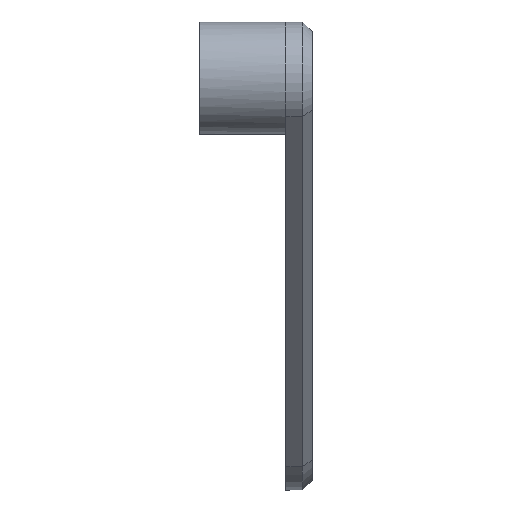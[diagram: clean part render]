
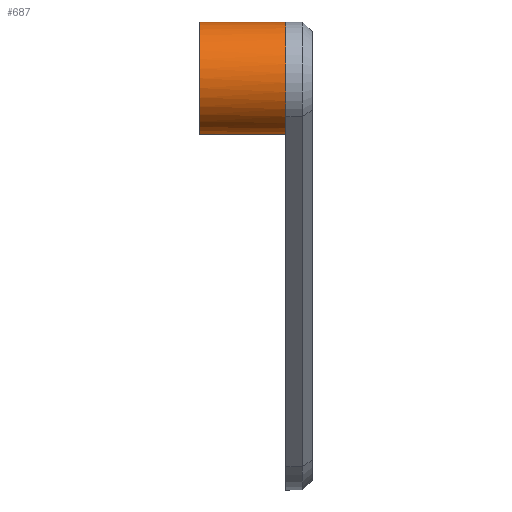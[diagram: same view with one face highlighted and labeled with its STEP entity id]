
A CAD part, left-side view. The second image highlights one B-rep face of the part: STEP entity #687.
In plain terms, the highlighted cylindrical face has radius 8.5 mm (diameter 17 mm), a full revolution.
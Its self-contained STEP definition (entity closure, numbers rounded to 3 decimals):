
#24 = VERTEX_POINT('',#25);
#25 = CARTESIAN_POINT('',(1.587,4.,8.351));
#44 = CYLINDRICAL_SURFACE('',#45,8.5);
#45 = AXIS2_PLACEMENT_3D('',#46,#47,#48);
#46 = CARTESIAN_POINT('',(0.,0.,0.));
#47 = DIRECTION('',(0.,-1.,0.));
#48 = DIRECTION('',(1.,0.,0.));
#72 = PLANE('',#73);
#73 = AXIS2_PLACEMENT_3D('',#74,#75,#76);
#74 = CARTESIAN_POINT('',(1.587,4.,8.351));
#75 = DIRECTION('',(0.,-1.,0.));
#76 = DIRECTION('',(0.,0.,-1.));
#142 = EDGE_CURVE('',#24,#143,#145,.T.);
#143 = VERTEX_POINT('',#144);
#144 = CARTESIAN_POINT('',(-6.239,4.,-5.772));
#145 = SURFACE_CURVE('',#146,(#151,#158),.PCURVE_S1.);
#146 = CIRCLE('',#147,8.5);
#147 = AXIS2_PLACEMENT_3D('',#148,#149,#150);
#148 = CARTESIAN_POINT('',(0.,4.,0.));
#149 = DIRECTION('',(0.,-1.,0.));
#150 = DIRECTION('',(1.,0.,0.));
#151 = PCURVE('',#44,#152);
#152 = DEFINITIONAL_REPRESENTATION('',(#153),#157);
#153 = LINE('',#154,#155);
#154 = CARTESIAN_POINT('',(0.,-4.));
#155 = VECTOR('',#156,1.);
#156 = DIRECTION('',(1.,0.));
#157 = ( GEOMETRIC_REPRESENTATION_CONTEXT(2) 
PARAMETRIC_REPRESENTATION_CONTEXT() REPRESENTATION_CONTEXT('2D SPACE',''
  ) );
#158 = PCURVE('',#159,#164);
#159 = CYLINDRICAL_SURFACE('',#160,8.5);
#160 = AXIS2_PLACEMENT_3D('',#161,#162,#163);
#161 = CARTESIAN_POINT('',(0.,4.,0.));
#162 = DIRECTION('',(0.,-1.,0.));
#163 = DIRECTION('',(1.,0.,0.));
#164 = DEFINITIONAL_REPRESENTATION('',(#165),#169);
#165 = LINE('',#166,#167);
#166 = CARTESIAN_POINT('',(0.,0.));
#167 = VECTOR('',#168,1.);
#168 = DIRECTION('',(1.,0.));
#169 = ( GEOMETRIC_REPRESENTATION_CONTEXT(2) 
PARAMETRIC_REPRESENTATION_CONTEXT() REPRESENTATION_CONTEXT('2D SPACE',''
  ) );
#310 = EDGE_CURVE('',#311,#24,#313,.T.);
#311 = VERTEX_POINT('',#312);
#312 = CARTESIAN_POINT('',(8.5,4.,0.));
#313 = SURFACE_CURVE('',#314,(#319,#326),.PCURVE_S1.);
#314 = CIRCLE('',#315,8.5);
#315 = AXIS2_PLACEMENT_3D('',#316,#317,#318);
#316 = CARTESIAN_POINT('',(0.,4.,0.));
#317 = DIRECTION('',(0.,-1.,0.));
#318 = DIRECTION('',(1.,0.,0.));
#319 = PCURVE('',#72,#320);
#320 = DEFINITIONAL_REPRESENTATION('',(#321),#325);
#321 = CIRCLE('',#322,8.5);
#322 = AXIS2_PLACEMENT_2D('',#323,#324);
#323 = CARTESIAN_POINT('',(8.351,-1.587));
#324 = DIRECTION('',(-0.,1.));
#325 = ( GEOMETRIC_REPRESENTATION_CONTEXT(2) 
PARAMETRIC_REPRESENTATION_CONTEXT() REPRESENTATION_CONTEXT('2D SPACE',''
  ) );
#326 = PCURVE('',#159,#327);
#327 = DEFINITIONAL_REPRESENTATION('',(#328),#332);
#328 = LINE('',#329,#330);
#329 = CARTESIAN_POINT('',(0.,0.));
#330 = VECTOR('',#331,1.);
#331 = DIRECTION('',(1.,0.));
#332 = ( GEOMETRIC_REPRESENTATION_CONTEXT(2) 
PARAMETRIC_REPRESENTATION_CONTEXT() REPRESENTATION_CONTEXT('2D SPACE',''
  ) );
#494 = EDGE_CURVE('',#143,#311,#495,.T.);
#495 = SURFACE_CURVE('',#496,(#501,#508),.PCURVE_S1.);
#496 = CIRCLE('',#497,8.5);
#497 = AXIS2_PLACEMENT_3D('',#498,#499,#500);
#498 = CARTESIAN_POINT('',(0.,4.,0.));
#499 = DIRECTION('',(0.,-1.,0.));
#500 = DIRECTION('',(1.,0.,0.));
#501 = PCURVE('',#72,#502);
#502 = DEFINITIONAL_REPRESENTATION('',(#503),#507);
#503 = CIRCLE('',#504,8.5);
#504 = AXIS2_PLACEMENT_2D('',#505,#506);
#505 = CARTESIAN_POINT('',(8.351,-1.587));
#506 = DIRECTION('',(-0.,1.));
#507 = ( GEOMETRIC_REPRESENTATION_CONTEXT(2) 
PARAMETRIC_REPRESENTATION_CONTEXT() REPRESENTATION_CONTEXT('2D SPACE',''
  ) );
#508 = PCURVE('',#159,#509);
#509 = DEFINITIONAL_REPRESENTATION('',(#510),#514);
#510 = LINE('',#511,#512);
#511 = CARTESIAN_POINT('',(0.,0.));
#512 = VECTOR('',#513,1.);
#513 = DIRECTION('',(1.,0.));
#514 = ( GEOMETRIC_REPRESENTATION_CONTEXT(2) 
PARAMETRIC_REPRESENTATION_CONTEXT() REPRESENTATION_CONTEXT('2D SPACE',''
  ) );
#687 = ADVANCED_FACE('',(#688),#159,.T.);
#688 = FACE_BOUND('',#689,.T.);
#689 = EDGE_LOOP('',(#690,#691,#714,#741,#742,#743));
#690 = ORIENTED_EDGE('',*,*,#310,.F.);
#691 = ORIENTED_EDGE('',*,*,#692,.T.);
#692 = EDGE_CURVE('',#311,#693,#695,.T.);
#693 = VERTEX_POINT('',#694);
#694 = CARTESIAN_POINT('',(8.5,17.,0.));
#695 = SEAM_CURVE('',#696,(#700,#707),.PCURVE_S1.);
#696 = LINE('',#697,#698);
#697 = CARTESIAN_POINT('',(8.5,4.,0.));
#698 = VECTOR('',#699,1.);
#699 = DIRECTION('',(0.,1.,0.));
#700 = PCURVE('',#159,#701);
#701 = DEFINITIONAL_REPRESENTATION('',(#702),#706);
#702 = LINE('',#703,#704);
#703 = CARTESIAN_POINT('',(6.283,0.));
#704 = VECTOR('',#705,1.);
#705 = DIRECTION('',(0.,-1.));
#706 = ( GEOMETRIC_REPRESENTATION_CONTEXT(2) 
PARAMETRIC_REPRESENTATION_CONTEXT() REPRESENTATION_CONTEXT('2D SPACE',''
  ) );
#707 = PCURVE('',#159,#708);
#708 = DEFINITIONAL_REPRESENTATION('',(#709),#713);
#709 = LINE('',#710,#711);
#710 = CARTESIAN_POINT('',(0.,0.));
#711 = VECTOR('',#712,1.);
#712 = DIRECTION('',(0.,-1.));
#713 = ( GEOMETRIC_REPRESENTATION_CONTEXT(2) 
PARAMETRIC_REPRESENTATION_CONTEXT() REPRESENTATION_CONTEXT('2D SPACE',''
  ) );
#714 = ORIENTED_EDGE('',*,*,#715,.T.);
#715 = EDGE_CURVE('',#693,#693,#716,.T.);
#716 = SURFACE_CURVE('',#717,(#722,#729),.PCURVE_S1.);
#717 = CIRCLE('',#718,8.5);
#718 = AXIS2_PLACEMENT_3D('',#719,#720,#721);
#719 = CARTESIAN_POINT('',(0.,17.,0.));
#720 = DIRECTION('',(0.,-1.,0.));
#721 = DIRECTION('',(1.,0.,0.));
#722 = PCURVE('',#159,#723);
#723 = DEFINITIONAL_REPRESENTATION('',(#724),#728);
#724 = LINE('',#725,#726);
#725 = CARTESIAN_POINT('',(0.,-13.));
#726 = VECTOR('',#727,1.);
#727 = DIRECTION('',(1.,0.));
#728 = ( GEOMETRIC_REPRESENTATION_CONTEXT(2) 
PARAMETRIC_REPRESENTATION_CONTEXT() REPRESENTATION_CONTEXT('2D SPACE',''
  ) );
#729 = PCURVE('',#730,#735);
#730 = PLANE('',#731);
#731 = AXIS2_PLACEMENT_3D('',#732,#733,#734);
#732 = CARTESIAN_POINT('',(8.5,17.,0.));
#733 = DIRECTION('',(0.,-1.,0.));
#734 = DIRECTION('',(0.,0.,-1.));
#735 = DEFINITIONAL_REPRESENTATION('',(#736),#740);
#736 = CIRCLE('',#737,8.5);
#737 = AXIS2_PLACEMENT_2D('',#738,#739);
#738 = CARTESIAN_POINT('',(0.,-8.5));
#739 = DIRECTION('',(-0.,1.));
#740 = ( GEOMETRIC_REPRESENTATION_CONTEXT(2) 
PARAMETRIC_REPRESENTATION_CONTEXT() REPRESENTATION_CONTEXT('2D SPACE',''
  ) );
#741 = ORIENTED_EDGE('',*,*,#692,.F.);
#742 = ORIENTED_EDGE('',*,*,#494,.F.);
#743 = ORIENTED_EDGE('',*,*,#142,.F.);
